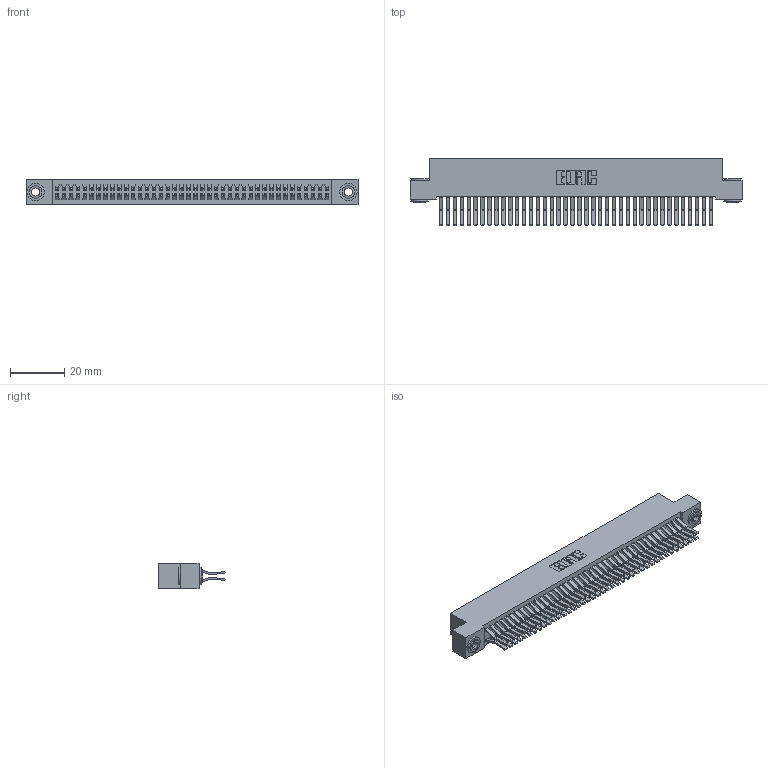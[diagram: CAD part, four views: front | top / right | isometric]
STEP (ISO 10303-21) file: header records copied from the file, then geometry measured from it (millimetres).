
FILE_DESCRIPTION (( 'STEP AP203' ), '1' );
FILE_NAME ('342-080-560-203.STEP', '2019-10-04T11:54:41', ( '' ), ( '' ), 'SwSTEP 2.0', 'SolidWorks 2016', '' );
FILE_SCHEMA (( 'CONFIG_CONTROL_DESIGN' ));
Length unit declared in the file: inch
Products named in the file (4): 342 Part_.156 TH; 345-292-001_560 Tail; 342-250-002_345-250-002-102; 342-080-560-203
Assembly tree (83 placements, depth 2):
  342-080-560-203
    342 Part_.156 TH
    345-292-001_560 Tail  x80
    342-250-002_345-250-002-102  x2
Bounding box: 121.92 x 24.78 x 9.4 mm (x, y, z)
Volume: 11493.1 mm3; surface area: 20132.1 mm2
Topology: 83 solids, 83 shells, 4468 faces, 13255 edges, 8726 vertices
Faces by surface type: plane 2956, cylinder 1504, cone 8
Entity records: 26598 total; most frequent: CARTESIAN_POINT 4385, ORIENTED_EDGE 4314, DIRECTION 3787, EDGE_CURVE 2157, VECTOR 2001, LINE 2001, VERTEX_POINT 1434, AXIS2_PLACEMENT_3D 893
